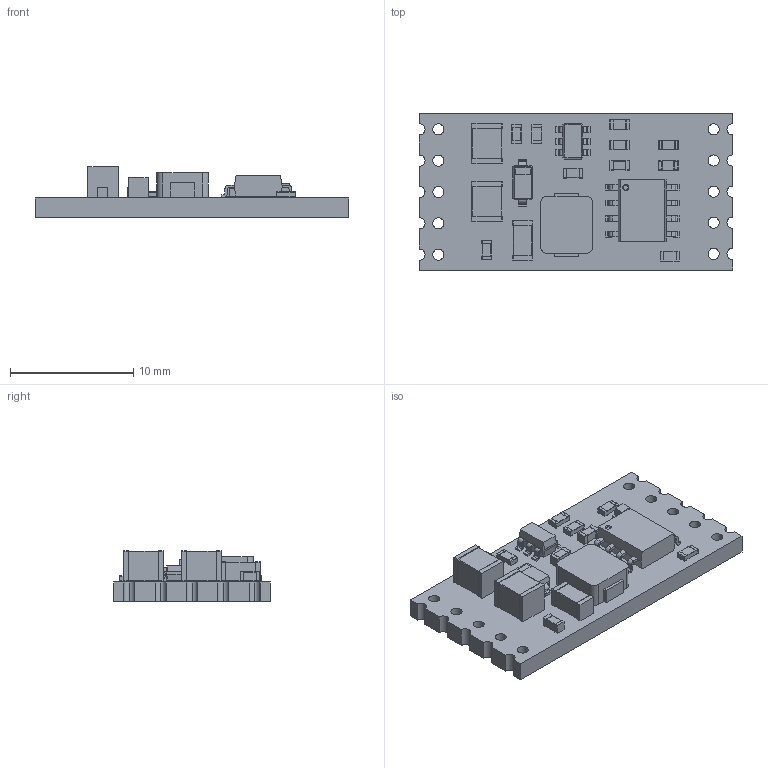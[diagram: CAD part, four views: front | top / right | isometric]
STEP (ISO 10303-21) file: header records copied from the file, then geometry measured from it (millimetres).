
FILE_DESCRIPTION(('KiCad electronic assembly'),'2;1');
FILE_NAME('Fan_Driver_V2.step','2023-12-20T08:34:20',('Pcbnew'),('Kicad' ),'Open CASCADE STEP processor 7.6','KiCad to STEP converter', 'Unknown');
FILE_SCHEMA(('AUTOMOTIVE_DESIGN { 1 0 10303 214 1 1 1 1 }'));
Length unit declared in the file: millimetre
Products named in the file (20): Fan_Driver_V2 1; C_0603_1608Metric; SOLID; R_0603_1608Metric; C_1210_3225Metric; D_SOD-123; User Library-SOP-8-1; LED_0603_1608Metric; IND0420; SOT-23-6; C_1206_3216Metric; PCB
Assembly tree (27 placements, depth 3):
  Fan_Driver_V2 1
    C_0603_1608Metric  x4
      SOLID
    R_0603_1608Metric  x5
      SOLID
    C_1210_3225Metric  x2
      SOLID
    D_SOD-123
      SOLID
    User Library-SOP-8-1
      SOLID
    LED_0603_1608Metric
      SOLID
    IND0420
      SOLID
    SOT-23-6
      SOLID
    C_1206_3216Metric
      SOLID
    PCB
Bounding box: 25.4 x 12.7 x 4.13 mm (x, y, z)
Volume: 631.8 mm3; surface area: 1177 mm2
Topology: 18 solids, 18 shells, 741 faces, 1952 edges, 1264 vertices
Faces by surface type: plane 458, cylinder 225, bspline 56, cone 2
Full cylindrical faces by diameter (mm): 0.9 x10
Entity records: 37699 total; most frequent: CARTESIAN_POINT 7081, DIRECTION 5082, LINE 3378, VECTOR 3378, ORIENTED_EDGE 2784, PCURVE 2784, DEFINITIONAL_REPRESENTATION 2784, EDGE_CURVE 1392
